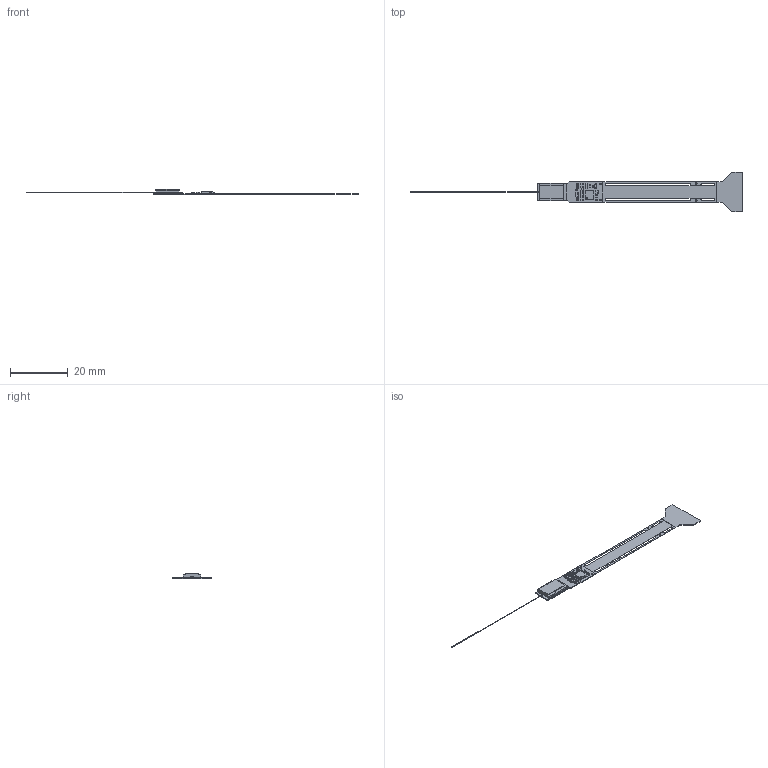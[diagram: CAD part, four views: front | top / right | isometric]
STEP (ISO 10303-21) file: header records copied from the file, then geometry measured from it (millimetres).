
FILE_DESCRIPTION(/* description */ (''),/* implementation_level */ '2;1');
FILE_NAME(/* name */ 'Neuropixels NHP - 45 mm v1.step',/* time_stamp */ '2022-11-23T11:01:48-05:00',/* author */ (''),/* organization */ (''),/* preprocessor_version */ 'ST-DEVELOPER v19.2',/* originating_system */ 'Autodesk Translation Framework v11.17.0.187',/* authorisation */ '');
FILE_SCHEMA (('AUTOMOTIVE_DESIGN { 1 0 10303 214 3 1 1 }'));
Length unit declared in the file: inch
Products named in the file (1): Neuropixels NHP - 45 mm
Bounding box: 115.47 x 13.8 x 1.75 mm (x, y, z)
Volume: 162.9 mm3; surface area: 1281.1 mm2
Topology: 72 solids, 72 shells, 1493 faces, 3262 edges, 1722 vertices
Faces by surface type: plane 483, cylinder 453, sphere 340, bspline 216, cone 1
Full cylindrical faces by diameter (mm): 0.12 x1, 0.6 x4
Entity records: 44587 total; most frequent: CARTESIAN_POINT 13688, DIRECTION 6584, ORIENTED_EDGE 6140, EDGE_CURVE 3070, AXIS2_PLACEMENT_3D 2568, VERTEX_POINT 1724, EDGE_LOOP 1508, FACE_OUTER_BOUND 1493
